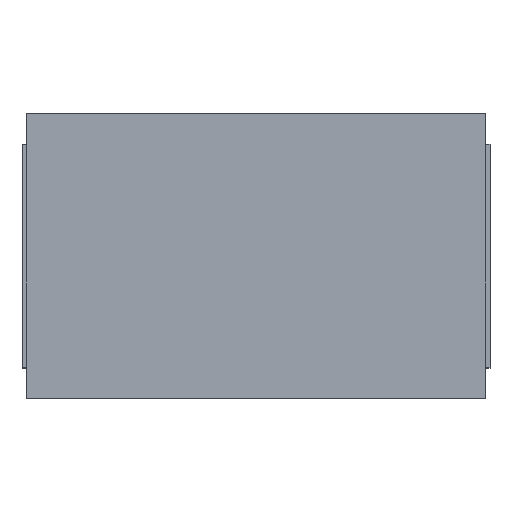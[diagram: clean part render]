
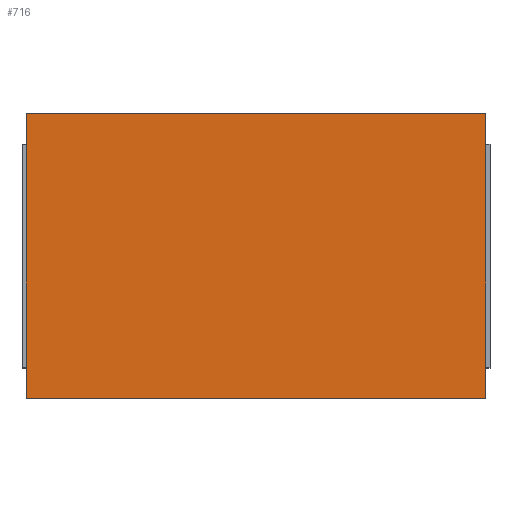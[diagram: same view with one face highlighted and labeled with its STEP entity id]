
A CAD part, top view. The second image highlights one B-rep face of the part: STEP entity #716.
In plain terms, the highlighted planar face has unit normal (0, 0, 1).
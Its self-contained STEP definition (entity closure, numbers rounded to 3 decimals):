
#41 = LINE ( 'NONE', #923, #191 ) ;
#45 = CARTESIAN_POINT ( 'NONE',  ( 0., 0., 1.1 ) ) ;
#86 = EDGE_CURVE ( 'NONE', #691, #145, #924, .T. ) ;
#92 = DIRECTION ( 'NONE',  ( 1., 0., 0. ) ) ;
#117 = CARTESIAN_POINT ( 'NONE',  ( 0., 3.5, 1.1 ) ) ;
#144 = VECTOR ( 'NONE', #922, 1000. ) ;
#145 = VERTEX_POINT ( 'NONE', #1085 ) ;
#151 = CARTESIAN_POINT ( 'NONE',  ( -5.65, 3.5, 1.1 ) ) ;
#191 = VECTOR ( 'NONE', #221, 1000. ) ;
#221 = DIRECTION ( 'NONE',  ( 0., 1., 0. ) ) ;
#250 = LINE ( 'NONE', #602, #349 ) ;
#349 = VECTOR ( 'NONE', #353, 1000. ) ;
#353 = DIRECTION ( 'NONE',  ( 0., -1., 0. ) ) ;
#393 = DIRECTION ( 'NONE',  ( 1., 0., 0. ) ) ;
#402 = AXIS2_PLACEMENT_3D ( 'NONE', #45, #828, #393 ) ;
#415 = ORIENTED_EDGE ( 'NONE', *, *, #86, .F. ) ;
#422 = ORIENTED_EDGE ( 'NONE', *, *, #593, .F. ) ;
#437 = VERTEX_POINT ( 'NONE', #151 ) ;
#484 = PLANE ( 'NONE',  #402 ) ;
#492 = VECTOR ( 'NONE', #92, 1000. ) ;
#501 = VERTEX_POINT ( 'NONE', #972 ) ;
#593 = EDGE_CURVE ( 'NONE', #437, #501, #709, .T. ) ;
#602 = CARTESIAN_POINT ( 'NONE',  ( 5.65, 0., 1.1 ) ) ;
#614 = ORIENTED_EDGE ( 'NONE', *, *, #684, .F. ) ;
#684 = EDGE_CURVE ( 'NONE', #145, #437, #41, .T. ) ;
#691 = VERTEX_POINT ( 'NONE', #1007 ) ;
#709 = LINE ( 'NONE', #117, #492 ) ;
#716 = ADVANCED_FACE ( 'NONE', ( #840 ), #484, .T. ) ;
#819 = EDGE_LOOP ( 'NONE', ( #415, #1081, #422, #614 ) ) ;
#828 = DIRECTION ( 'NONE',  ( 0., 0., 1. ) ) ;
#840 = FACE_OUTER_BOUND ( 'NONE', #819, .T. ) ;
#842 = CARTESIAN_POINT ( 'NONE',  ( 0., -3.5, 1.1 ) ) ;
#922 = DIRECTION ( 'NONE',  ( -1., 0., 0. ) ) ;
#923 = CARTESIAN_POINT ( 'NONE',  ( -5.65, 0., 1.1 ) ) ;
#924 = LINE ( 'NONE', #842, #144 ) ;
#972 = CARTESIAN_POINT ( 'NONE',  ( 5.65, 3.5, 1.1 ) ) ;
#1007 = CARTESIAN_POINT ( 'NONE',  ( 5.65, -3.5, 1.1 ) ) ;
#1064 = EDGE_CURVE ( 'NONE', #501, #691, #250, .T. ) ;
#1081 = ORIENTED_EDGE ( 'NONE', *, *, #1064, .F. ) ;
#1085 = CARTESIAN_POINT ( 'NONE',  ( -5.65, -3.5, 1.1 ) ) ;
